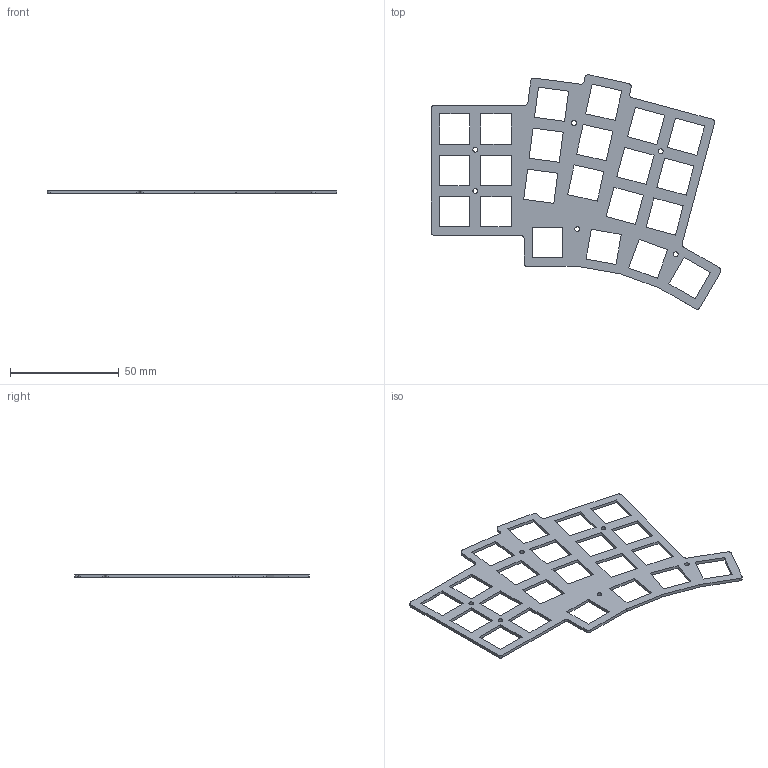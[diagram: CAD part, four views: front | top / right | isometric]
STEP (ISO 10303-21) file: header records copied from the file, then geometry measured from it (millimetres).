
FILE_DESCRIPTION(('KiCad electronic assembly'),'2;1');
FILE_NAME('adelie.step','2019-05-27T00:46:59',('An Author'),('A Company' ),'Open CASCADE STEP processor 6.9','KiCad to STEP converter', 'Unknown');
FILE_SCHEMA(('AUTOMOTIVE_DESIGN { 1 0 10303 214 1 1 1 1 }'));
Length unit declared in the file: millimetre
Products named in the file (2): Open CASCADE STEP translator 6.9 1; COMPOUND
Assembly tree (1 placements, depth 2):
  Open CASCADE STEP translator 6.9 1
    COMPOUND
Bounding box: 133.54 x 108.08 x 1.38 mm (x, y, z)
Volume: 7270.5 mm3; surface area: 12918.2 mm2
Topology: 1 solids, 1 shells, 141 faces, 417 edges, 278 vertices
Faces by surface type: plane 118, cylinder 23
Full cylindrical faces by diameter (mm): 2.2 x6
Entity records: 10375 total; most frequent: CARTESIAN_POINT 1948, DIRECTION 1537, LINE 1159, VECTOR 1159, ORIENTED_EDGE 834, PCURVE 834, DEFINITIONAL_REPRESENTATION 834, EDGE_CURVE 417
